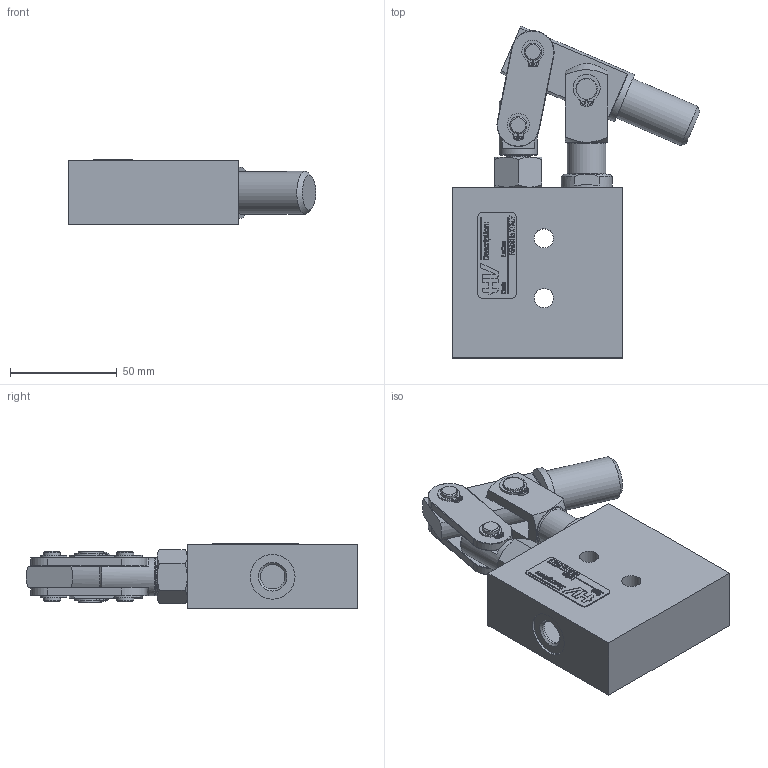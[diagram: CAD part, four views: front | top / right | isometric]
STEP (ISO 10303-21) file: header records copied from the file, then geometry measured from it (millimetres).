
FILE_DESCRIPTION((''),'2;1');
FILE_NAME('6064.0004.01.00 STEP.stp','2019-06-03T14:27:49',('Administrator'),(''),'Autodesk Inventor 2013','Autodesk Inventor 2013','');
FILE_SCHEMA(('CONFIG_CONTROL_DESIGN'));
Length unit declared in the file: millimetre
Products named in the file (1): 6064.0004.01.00 BLOCCATO
Bounding box: 116.05 x 155.51 x 30.7 mm (x, y, z)
Volume: 103299.6 mm3; surface area: 60838.9 mm2
Topology: 4 solids, 4 shells, 773 faces, 2010 edges, 1314 vertices
Faces by surface type: plane 446, bspline 154, cylinder 119, cone 40, torus 14
Full cylindrical faces by diameter (mm): 1.2 x8, 1.5 x4, 7.6 x4, 8 x9, 8.376 x2, 9 x2, 9.6 x2, 10 x4, 10.35 x1, 10.622 x1, 11 x1, 11.445 x2, 11.835 x1, 14 x1, 18 x2, 20 x1, 21 x2, 24 x2
Entity records: 24552 total; most frequent: CARTESIAN_POINT 6108, ORIENTED_EDGE 3816, DIRECTION 3104, EDGE_CURVE 1908, VERTEX_POINT 1284, VECTOR 1224, LINE 1224, EDGE_LOOP 954
